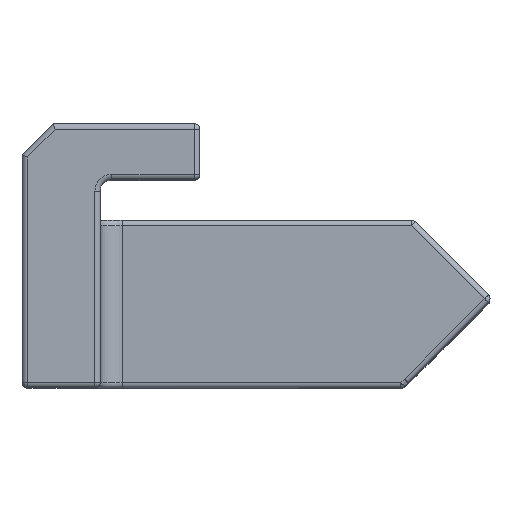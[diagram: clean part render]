
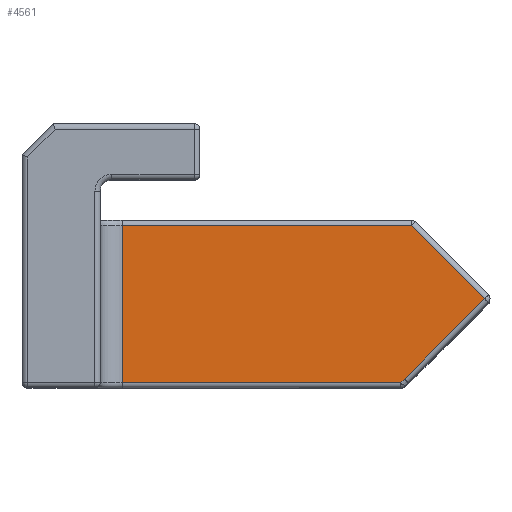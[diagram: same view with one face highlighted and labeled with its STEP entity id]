
A CAD part, top view. The second image highlights one B-rep face of the part: STEP entity #4561.
In plain terms, the highlighted planar face has unit normal (0, 0, 1).
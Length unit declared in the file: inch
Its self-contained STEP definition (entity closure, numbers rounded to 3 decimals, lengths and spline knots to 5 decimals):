
#875=CARTESIAN_POINT('',(10.09503,0.06,0.25));
#1251=CARTESIAN_POINT('',(10.13746,0.10243,0.25));
#1252=CARTESIAN_POINT('',(10.13458,0.09955,
0.25));
#1253=CARTESIAN_POINT('',(10.12883,0.0938,
0.25));
#1254=CARTESIAN_POINT('',(10.12016,0.08513,
0.25));
#1255=CARTESIAN_POINT('',(10.1116,0.07657,
0.25));
#1256=CARTESIAN_POINT('',(10.10332,0.06829,
0.25));
#1257=CARTESIAN_POINT('',(10.09779,0.06276,
0.25));
#1258=CARTESIAN_POINT('',(10.09503,0.06,
0.25));
#1260=DIRECTION('',(-1.,0.,0.));
#1261=VECTOR('',#1260,3.12903);
#1262=CARTESIAN_POINT('',(10.09503,0.06,
0.25));
#1263=LINE('',#1262,#1261);
#1264=CARTESIAN_POINT('',(6.966,1.83,0.25));
#1265=CARTESIAN_POINT('',(8.04975,1.83,0.25));
#1266=CARTESIAN_POINT('',(9.13351,1.83,0.25));
#1267=CARTESIAN_POINT('',(10.21726,1.83,0.25));
#1269=CARTESIAN_POINT('',(10.21726,1.83,0.25));
#1270=CARTESIAN_POINT('',(10.49189,1.55537,0.25));
#1271=CARTESIAN_POINT('',(10.76652,1.28074,0.25));
#1272=CARTESIAN_POINT('',(11.04115,1.00612,0.25));
#1274=CARTESIAN_POINT('',(11.04115,1.00612,0.25));
#1275=CARTESIAN_POINT('',(10.73992,0.70489,0.25));
#1276=CARTESIAN_POINT('',(10.43869,0.40366,0.25));
#1277=CARTESIAN_POINT('',(10.13746,0.10243,0.25));
#1284=DIRECTION('',(0.,1.,0.));
#1285=VECTOR('',#1284,1.77);
#1286=CARTESIAN_POINT('',(6.966,0.06,0.25));
#1287=LINE('',#1286,#1285);
#2282=CARTESIAN_POINT('',(6.966,0.06,0.25));
#2284=VERTEX_POINT('',#2282);
#2375=VERTEX_POINT('',#875);
#2377=VERTEX_POINT('',#1251);
#2379=VERTEX_POINT('',#1274);
#2383=VERTEX_POINT('',#1269);
#2387=VERTEX_POINT('',#1264);
#4547=CARTESIAN_POINT('',(11.126,0.,0.25));
#4548=DIRECTION('',(0.,0.,-1.));
#4549=DIRECTION('',(-1.,0.,0.));
#4550=AXIS2_PLACEMENT_3D('',#4547,#4548,#4549);
#4551=PLANE('',#4550);
#4552=ORIENTED_EDGE('',*,*,#3699,.T.);
#4553=ORIENTED_EDGE('',*,*,#3771,.T.);
#4555=ORIENTED_EDGE('',*,*,#4554,.T.);
#4556=ORIENTED_EDGE('',*,*,#4378,.T.);
#4557=ORIENTED_EDGE('',*,*,#4541,.T.);
#4558=ORIENTED_EDGE('',*,*,#3649,.T.);
#4559=EDGE_LOOP('',(#4552,#4553,#4555,#4556,#4557,#4558));
#4560=FACE_OUTER_BOUND('',#4559,.F.);
#4561=ADVANCED_FACE('',(#4560),#4551,.F.);
#1259=B_SPLINE_CURVE_WITH_KNOTS('',3,(#1251,#1252,#1253,#1254,#1255,#1256,#1257,
#1258),.UNSPECIFIED.,.F.,.F.,(4,1,1,1,1,4),(0.,0.2,0.4,0.6,0.8,1.),
.UNSPECIFIED.);
#1268=B_SPLINE_CURVE_WITH_KNOTS('',3,(#1264,#1265,#1266,#1267),.UNSPECIFIED.,
.F.,.F.,(4,4),(0.,1.),.UNSPECIFIED.);
#1273=B_SPLINE_CURVE_WITH_KNOTS('',3,(#1269,#1270,#1271,#1272),.UNSPECIFIED.,
.F.,.F.,(4,4),(0.,1.),.UNSPECIFIED.);
#1278=B_SPLINE_CURVE_WITH_KNOTS('',3,(#1274,#1275,#1276,#1277),.UNSPECIFIED.,
.F.,.F.,(4,4),(0.,1.),.UNSPECIFIED.);
#3649=EDGE_CURVE('',#2379,#2377,#1278,.T.);
#3699=EDGE_CURVE('',#2377,#2375,#1259,.T.);
#3771=EDGE_CURVE('',#2375,#2284,#1263,.T.);
#4378=EDGE_CURVE('',#2387,#2383,#1268,.T.);
#4541=EDGE_CURVE('',#2383,#2379,#1273,.T.);
#4554=EDGE_CURVE('',#2284,#2387,#1287,.T.);
